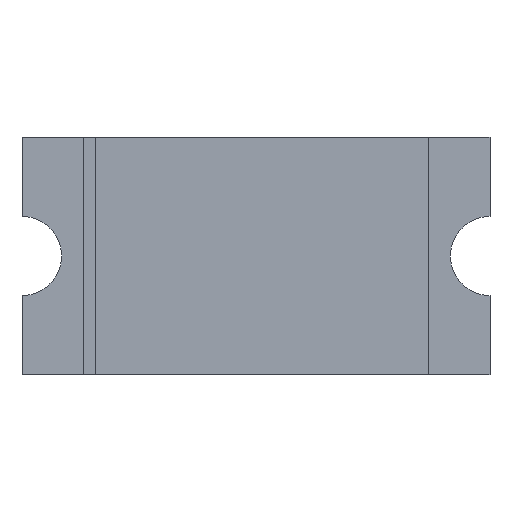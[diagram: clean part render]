
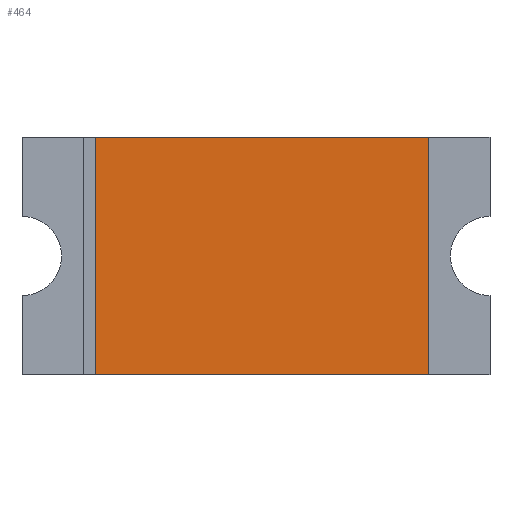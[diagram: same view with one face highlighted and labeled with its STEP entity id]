
A CAD part, front view. The second image highlights one B-rep face of the part: STEP entity #464.
In plain terms, the highlighted planar face has unit normal (0, -1, 0).
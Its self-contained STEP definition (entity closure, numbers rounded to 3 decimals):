
#4 = CARTESIAN_POINT ( 'NONE',  ( -1.625, -0.425, 0. ) ) ;
#13 = AXIS2_PLACEMENT_3D ( 'NONE', #4, #79, #273 ) ;
#27 = LINE ( 'NONE', #808, #249 ) ;
#57 = VERTEX_POINT ( 'NONE', #142 ) ;
#69 = EDGE_CURVE ( 'NONE', #157, #525, #260, .T. ) ;
#79 = DIRECTION ( 'NONE',  ( 0., 1., 0. ) ) ;
#86 = DIRECTION ( 'NONE',  ( 0., 0., -1. ) ) ;
#118 = ORIENTED_EDGE ( 'NONE', *, *, #387, .T. ) ;
#142 = CARTESIAN_POINT ( 'NONE',  ( 1.2, -0.425, 0.825 ) ) ;
#157 = VERTEX_POINT ( 'NONE', #628 ) ;
#167 = LINE ( 'NONE', #185, #727 ) ;
#185 = CARTESIAN_POINT ( 'NONE',  ( 1.2, -0.425, -0.825 ) ) ;
#220 = CARTESIAN_POINT ( 'NONE',  ( 1.2, -0.425, -0.825 ) ) ;
#249 = VECTOR ( 'NONE', #395, 1000. ) ;
#260 = LINE ( 'NONE', #609, #812 ) ;
#270 = FACE_OUTER_BOUND ( 'NONE', #682, .T. ) ;
#273 = DIRECTION ( 'NONE',  ( 0., 0., 1. ) ) ;
#305 = ORIENTED_EDGE ( 'NONE', *, *, #69, .T. ) ;
#355 = EDGE_CURVE ( 'NONE', #525, #696, #167, .T. ) ;
#387 = EDGE_CURVE ( 'NONE', #696, #57, #589, .T. ) ;
#395 = DIRECTION ( 'NONE',  ( -1., 0., 0. ) ) ;
#464 = ADVANCED_FACE ( 'NONE', ( #270 ), #533, .F. ) ;
#469 = VECTOR ( 'NONE', #519, 1000. ) ;
#505 = ORIENTED_EDGE ( 'NONE', *, *, #555, .T. ) ;
#518 = DIRECTION ( 'NONE',  ( 1., 0., 0. ) ) ;
#519 = DIRECTION ( 'NONE',  ( 0., 0., 1. ) ) ;
#525 = VERTEX_POINT ( 'NONE', #599 ) ;
#533 = PLANE ( 'NONE',  #13 ) ;
#555 = EDGE_CURVE ( 'NONE', #57, #157, #27, .T. ) ;
#589 = LINE ( 'NONE', #797, #469 ) ;
#599 = CARTESIAN_POINT ( 'NONE',  ( -1.113, -0.425, -0.825 ) ) ;
#609 = CARTESIAN_POINT ( 'NONE',  ( -1.113, -0.425, 0.825 ) ) ;
#628 = CARTESIAN_POINT ( 'NONE',  ( -1.113, -0.425, 0.825 ) ) ;
#682 = EDGE_LOOP ( 'NONE', ( #118, #505, #305, #857 ) ) ;
#696 = VERTEX_POINT ( 'NONE', #220 ) ;
#727 = VECTOR ( 'NONE', #518, 1000. ) ;
#797 = CARTESIAN_POINT ( 'NONE',  ( 1.2, -0.425, 0.825 ) ) ;
#808 = CARTESIAN_POINT ( 'NONE',  ( 1.2, -0.425, 0.825 ) ) ;
#812 = VECTOR ( 'NONE', #86, 1000. ) ;
#857 = ORIENTED_EDGE ( 'NONE', *, *, #355, .T. ) ;
